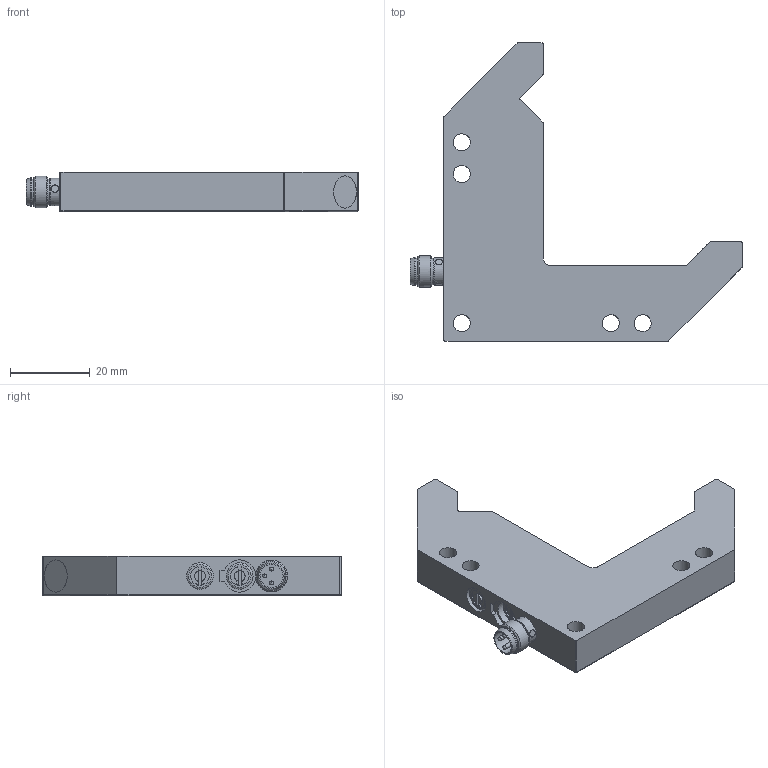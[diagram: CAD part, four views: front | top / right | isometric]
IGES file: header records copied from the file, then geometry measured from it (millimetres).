
Global section: file name: OGL 05x G3-T3; native system: Autodesk Inventor 2019; preprocessor: unknown; author: C. Kuhn; organization: di-soric GmbH & Co. KG; date: 20181119.072843; units: millimetre
Bounding box: 83.5 x 75 x 10 mm (x, y, z)
Volume: 24342.3 mm3; surface area: 9528.8 mm2
Topology: 5 solids, 5 shells, 246 faces, 597 edges, 391 vertices
Faces by surface type: bspline 246
